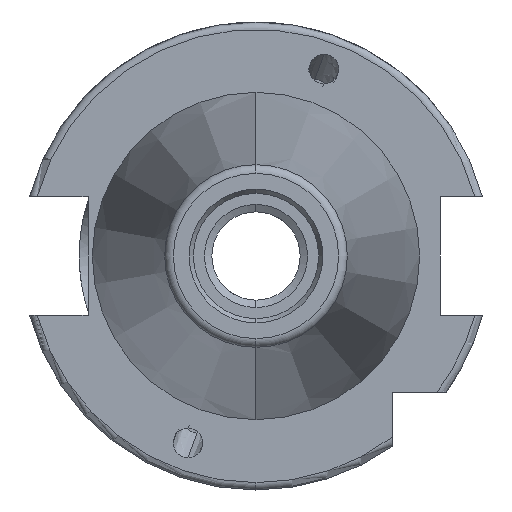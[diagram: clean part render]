
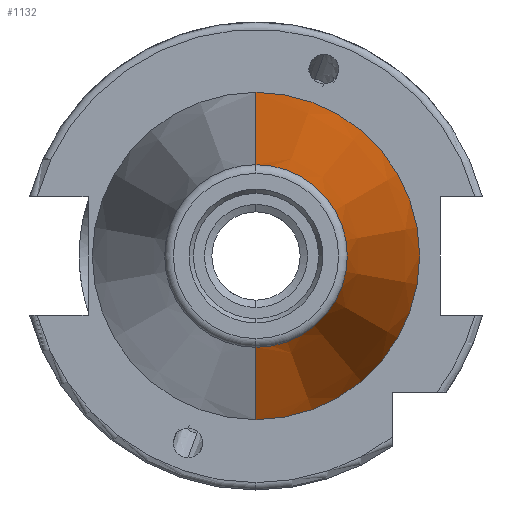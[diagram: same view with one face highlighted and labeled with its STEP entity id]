
A CAD part, left-side view. The second image highlights one B-rep face of the part: STEP entity #1132.
In plain terms, the highlighted conical face has half-angle 8.297 degrees and reference radius 22.225 mm.
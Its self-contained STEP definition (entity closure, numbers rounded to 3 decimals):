
#1114 = EDGE_CURVE ( 'NONE', #1192, #1126, #3569, .T. ) ;
#1126 = VERTEX_POINT ( 'NONE', #3539 ) ;
#1128 = EDGE_CURVE ( 'NONE', #1129, #1126, #3600, .T. ) ;
#1129 = VERTEX_POINT ( 'NONE', #3595 ) ;
#1132 = ADVANCED_FACE ( 'NONE', ( #3590 ), #3589, .T. ) ;
#1133 = EDGE_LOOP ( 'NONE', ( #1189, #1193, #1195, #1196 ) ) ;
#1189 = ORIENTED_EDGE ( 'NONE', *, *, #1190, .F. ) ;
#1190 = EDGE_CURVE ( 'NONE', #1191, #1192, #3709, .T. ) ;
#1191 = VERTEX_POINT ( 'NONE', #3704 ) ;
#1192 = VERTEX_POINT ( 'NONE', #3703 ) ;
#1193 = ORIENTED_EDGE ( 'NONE', *, *, #1194, .T. ) ;
#1194 = EDGE_CURVE ( 'NONE', #1191, #1129, #3702, .T. ) ;
#1195 = ORIENTED_EDGE ( 'NONE', *, *, #1128, .T. ) ;
#1196 = ORIENTED_EDGE ( 'NONE', *, *, #1114, .F. ) ;
#3539 = CARTESIAN_POINT ( 'NONE',  ( 0., 0., 22.225 ) ) ;
#3566 = DIRECTION ( 'NONE',  ( 0.99, 0., 0.144 ) ) ;
#3567 = VECTOR ( 'NONE', #3566, 1000. ) ;
#3568 = CARTESIAN_POINT ( 'NONE',  ( 0., 0., 22.225 ) ) ;
#3569 = LINE ( 'NONE', #3568, #3567 ) ;
#3585 = DIRECTION ( 'NONE',  ( 0., 0., 1. ) ) ;
#3586 = DIRECTION ( 'NONE',  ( 1., 0., 0. ) ) ;
#3587 = CARTESIAN_POINT ( 'NONE',  ( 0., 0., 0. ) ) ;
#3588 = AXIS2_PLACEMENT_3D ( 'NONE', #3587, #3586, #3585 ) ;
#3589 = CONICAL_SURFACE ( 'NONE', #3588, 22.225, 0.145 ) ;
#3590 = FACE_OUTER_BOUND ( 'NONE', #1133, .T. ) ;
#3595 = CARTESIAN_POINT ( 'NONE',  ( 0., 0., -22.225 ) ) ;
#3596 = DIRECTION ( 'NONE',  ( 0., 0., -1. ) ) ;
#3597 = DIRECTION ( 'NONE',  ( -1., 0., 0. ) ) ;
#3598 = CARTESIAN_POINT ( 'NONE',  ( 0., 0., 0. ) ) ;
#3599 = AXIS2_PLACEMENT_3D ( 'NONE', #3598, #3597, #3596 ) ;
#3600 = CIRCLE ( 'NONE', #3599, 22.225 ) ;
#3699 = DIRECTION ( 'NONE',  ( 0.99, 0., -0.144 ) ) ;
#3700 = VECTOR ( 'NONE', #3699, 1000. ) ;
#3701 = CARTESIAN_POINT ( 'NONE',  ( 0., 0., -22.225 ) ) ;
#3702 = LINE ( 'NONE', #3701, #3700 ) ;
#3703 = CARTESIAN_POINT ( 'NONE',  ( -67.373, 0., 12.4 ) ) ;
#3704 = CARTESIAN_POINT ( 'NONE',  ( -67.373, 0., -12.4 ) ) ;
#3705 = DIRECTION ( 'NONE',  ( 0., 0., -1. ) ) ;
#3706 = DIRECTION ( 'NONE',  ( -1., 0., 0. ) ) ;
#3707 = CARTESIAN_POINT ( 'NONE',  ( -67.373, 0., 0. ) ) ;
#3708 = AXIS2_PLACEMENT_3D ( 'NONE', #3707, #3706, #3705 ) ;
#3709 = CIRCLE ( 'NONE', #3708, 12.4 ) ;
